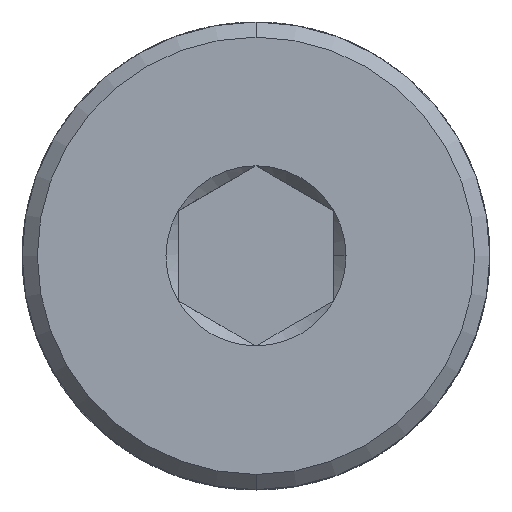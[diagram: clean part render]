
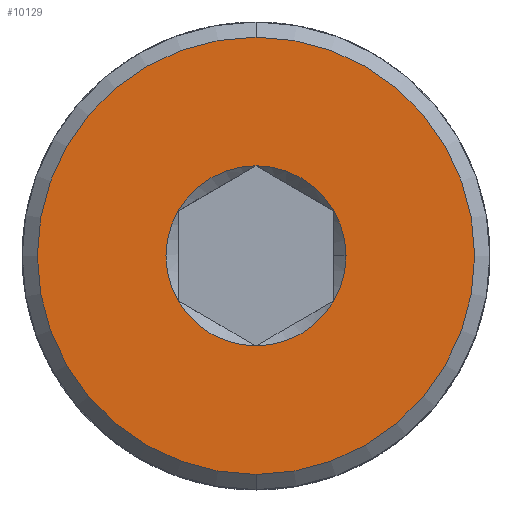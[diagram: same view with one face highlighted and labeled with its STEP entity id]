
A CAD part, top view. The second image highlights one B-rep face of the part: STEP entity #10129.
In plain terms, the highlighted planar face has unit normal (0, 0, 1).
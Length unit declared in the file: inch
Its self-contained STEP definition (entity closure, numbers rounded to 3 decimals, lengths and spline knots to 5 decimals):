
#234 = AXIS2_PLACEMENT_3D ( 'NONE', #8840, #8822, #8811 ) ;
#497 = DIRECTION ( 'NONE',  ( 1., 0., 0. ) ) ;
#643 = CIRCLE ( 'NONE', #9049, 0.35063 ) ;
#671 = ORIENTED_EDGE ( 'NONE', *, *, #13687, .T. ) ;
#722 = VERTEX_POINT ( 'NONE', #8733 ) ;
#1003 = CARTESIAN_POINT ( 'NONE',  ( 0., -0.14434, 0. ) ) ;
#1052 = AXIS2_PLACEMENT_3D ( 'NONE', #13655, #7477, #497 ) ;
#1271 = PLANE ( 'NONE',  #4497 ) ;
#1283 = CARTESIAN_POINT ( 'NONE',  ( 0., 0., 0. ) ) ;
#1389 = DIRECTION ( 'NONE',  ( 0., 0., 1. ) ) ;
#1441 = DIRECTION ( 'NONE',  ( 1., 0., 0. ) ) ;
#1629 = AXIS2_PLACEMENT_3D ( 'NONE', #1283, #1389, #1441 ) ;
#1691 = ORIENTED_EDGE ( 'NONE', *, *, #4983, .T. ) ;
#1759 = EDGE_LOOP ( 'NONE', ( #671, #1691 ) ) ;
#1803 = AXIS2_PLACEMENT_3D ( 'NONE', #10231, #10172, #9587 ) ;
#1926 = CARTESIAN_POINT ( 'NONE',  ( 0.125, -0.07217, 0. ) ) ;
#1989 = DIRECTION ( 'NONE',  ( 0., 0., 1. ) ) ;
#2032 = DIRECTION ( 'NONE',  ( 0., -1., 0. ) ) ;
#2065 = EDGE_CURVE ( 'NONE', #12870, #2468, #8956, .T. ) ;
#2066 = ORIENTED_EDGE ( 'NONE', *, *, #2065, .F. ) ;
#2158 = CARTESIAN_POINT ( 'NONE',  ( 0.14434, 0., 0. ) ) ;
#2468 = VERTEX_POINT ( 'NONE', #10515 ) ;
#2970 = DIRECTION ( 'NONE',  ( 0., 0., 1. ) ) ;
#3111 = AXIS2_PLACEMENT_3D ( 'NONE', #12292, #5871, #13263 ) ;
#3301 = CARTESIAN_POINT ( 'NONE',  ( 0., 0., 0. ) ) ;
#3479 = FACE_OUTER_BOUND ( 'NONE', #1759, .T. ) ;
#3547 = VERTEX_POINT ( 'NONE', #3854 ) ;
#3621 = ORIENTED_EDGE ( 'NONE', *, *, #9197, .F. ) ;
#3642 = EDGE_CURVE ( 'NONE', #3547, #12870, #8569, .T. ) ;
#3645 = DIRECTION ( 'NONE',  ( 0., 0., 1. ) ) ;
#3797 = CIRCLE ( 'NONE', #10792, 0.35063 ) ;
#3854 = CARTESIAN_POINT ( 'NONE',  ( 0.125, 0.07217, 0. ) ) ;
#4336 = DIRECTION ( 'NONE',  ( 0., 0., 1. ) ) ;
#4482 = CIRCLE ( 'NONE', #1052, 0.14434 ) ;
#4497 = AXIS2_PLACEMENT_3D ( 'NONE', #13291, #3645, #11360 ) ;
#4606 = AXIS2_PLACEMENT_3D ( 'NONE', #10952, #4336, #11947 ) ;
#4983 = EDGE_CURVE ( 'NONE', #722, #11276, #3797, .T. ) ;
#5038 = DIRECTION ( 'NONE',  ( 0., 0., 1. ) ) ;
#5846 = CIRCLE ( 'NONE', #3111, 0.14434 ) ;
#5871 = DIRECTION ( 'NONE',  ( 0., 0., 1. ) ) ;
#6116 = CARTESIAN_POINT ( 'NONE',  ( -0.125, -0.07217, 0. ) ) ;
#6169 = ORIENTED_EDGE ( 'NONE', *, *, #6236, .F. ) ;
#6236 = EDGE_CURVE ( 'NONE', #14197, #11302, #7837, .T. ) ;
#6536 = FACE_BOUND ( 'NONE', #10769, .T. ) ;
#6762 = ORIENTED_EDGE ( 'NONE', *, *, #11312, .F. ) ;
#7477 = DIRECTION ( 'NONE',  ( 0., 0., 1. ) ) ;
#7650 = CARTESIAN_POINT ( 'NONE',  ( 0., 0.35063, 0. ) ) ;
#7837 = CIRCLE ( 'NONE', #234, 0.14434 ) ;
#8007 = ORIENTED_EDGE ( 'NONE', *, *, #10875, .F. ) ;
#8031 = CARTESIAN_POINT ( 'NONE',  ( 0., 0.14434, 0. ) ) ;
#8569 = CIRCLE ( 'NONE', #1629, 0.14434 ) ;
#8733 = CARTESIAN_POINT ( 'NONE',  ( 0., -0.35063, 0. ) ) ;
#8811 = DIRECTION ( 'NONE',  ( 1., 0., 0. ) ) ;
#8822 = DIRECTION ( 'NONE',  ( 0., 0., 1. ) ) ;
#8840 = CARTESIAN_POINT ( 'NONE',  ( 0., 0., 0. ) ) ;
#8956 = CIRCLE ( 'NONE', #1803, 0.14434 ) ;
#9049 = AXIS2_PLACEMENT_3D ( 'NONE', #9734, #2970, #10801 ) ;
#9197 = EDGE_CURVE ( 'NONE', #9603, #14197, #5846, .T. ) ;
#9587 = DIRECTION ( 'NONE',  ( 1., 0., 0. ) ) ;
#9603 = VERTEX_POINT ( 'NONE', #6116 ) ;
#9656 = AXIS2_PLACEMENT_3D ( 'NONE', #11568, #5038, #12575 ) ;
#9734 = CARTESIAN_POINT ( 'NONE',  ( 0., 0., 0. ) ) ;
#9942 = VERTEX_POINT ( 'NONE', #2158 ) ;
#10129 = ADVANCED_FACE ( 'NONE', ( #6536, #3479 ), #1271, .T. ) ;
#10172 = DIRECTION ( 'NONE',  ( 0., 0., 1. ) ) ;
#10231 = CARTESIAN_POINT ( 'NONE',  ( 0., 0., 0. ) ) ;
#10377 = EDGE_CURVE ( 'NONE', #11302, #9942, #4482, .T. ) ;
#10515 = CARTESIAN_POINT ( 'NONE',  ( -0.125, 0.07217, 0. ) ) ;
#10548 = CIRCLE ( 'NONE', #4606, 0.14434 ) ;
#10769 = EDGE_LOOP ( 'NONE', ( #6169, #3621, #6762, #2066, #11991, #8007, #13855 ) ) ;
#10792 = AXIS2_PLACEMENT_3D ( 'NONE', #3301, #1989, #2032 ) ;
#10801 = DIRECTION ( 'NONE',  ( 0., -1., 0. ) ) ;
#10875 = EDGE_CURVE ( 'NONE', #9942, #3547, #12900, .T. ) ;
#10952 = CARTESIAN_POINT ( 'NONE',  ( 0., 0., 0. ) ) ;
#11276 = VERTEX_POINT ( 'NONE', #7650 ) ;
#11302 = VERTEX_POINT ( 'NONE', #1926 ) ;
#11312 = EDGE_CURVE ( 'NONE', #2468, #9603, #10548, .T. ) ;
#11360 = DIRECTION ( 'NONE',  ( 0., -1., 0. ) ) ;
#11568 = CARTESIAN_POINT ( 'NONE',  ( 0., 0., 0. ) ) ;
#11947 = DIRECTION ( 'NONE',  ( 1., 0., 0. ) ) ;
#11991 = ORIENTED_EDGE ( 'NONE', *, *, #3642, .F. ) ;
#12292 = CARTESIAN_POINT ( 'NONE',  ( 0., 0., 0. ) ) ;
#12575 = DIRECTION ( 'NONE',  ( 1., 0., 0. ) ) ;
#12870 = VERTEX_POINT ( 'NONE', #8031 ) ;
#12900 = CIRCLE ( 'NONE', #9656, 0.14434 ) ;
#13263 = DIRECTION ( 'NONE',  ( 1., 0., 0. ) ) ;
#13291 = CARTESIAN_POINT ( 'NONE',  ( 0., 0., 0. ) ) ;
#13655 = CARTESIAN_POINT ( 'NONE',  ( 0., 0., 0. ) ) ;
#13687 = EDGE_CURVE ( 'NONE', #11276, #722, #643, .T. ) ;
#13855 = ORIENTED_EDGE ( 'NONE', *, *, #10377, .F. ) ;
#14197 = VERTEX_POINT ( 'NONE', #1003 ) ;
